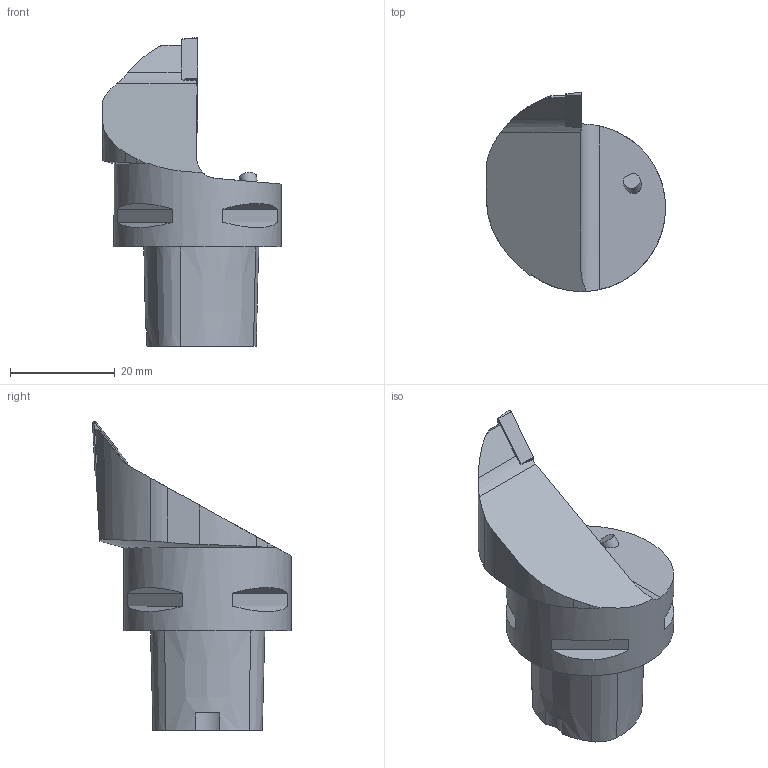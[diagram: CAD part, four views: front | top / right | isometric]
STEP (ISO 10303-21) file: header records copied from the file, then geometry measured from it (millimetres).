
FILE_DESCRIPTION(/* description */ (''),/* implementation_level */ '2;1');
FILE_NAME(/* name */ '10010419519_stp.stp',/* time_stamp */ '2017-04-26T10:13:51+02:00',/* author */ (''),/* organization */ (''),/* preprocessor_version */ 'ST-DEVELOPER v15',/* originating_system */ 'SIEMENS PLM Software NX 9.0',/* authorisation */ '');
FILE_SCHEMA (('AUTOMOTIVE_DESIGN { 1 0 10303 214 3 1 1 1 }'));
Length unit declared in the file: millimetre
Products named in the file (1): reic1E90F7BC0410
Bounding box: 34.19 x 38 x 59 mm (x, y, z)
Volume: 23089 mm3; surface area: 5987.7 mm2
Topology: 2 solids, 2 shells, 71 faces, 178 edges, 118 vertices
Faces by surface type: plane 35, cone 14, cylinder 13, extrusion 5, torus 4
Full cylindrical faces by diameter (mm): 2.8 x2, 32 x1
Entity records: 2261 total; most frequent: CARTESIAN_POINT 541, DIRECTION 360, ORIENTED_EDGE 328, EDGE_CURVE 164, AXIS2_PLACEMENT_3D 140, VERTEX_POINT 113, EDGE_LOOP 89, VECTOR 80
